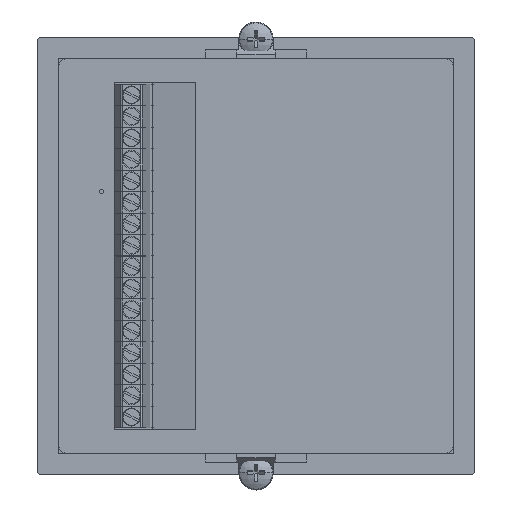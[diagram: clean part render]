
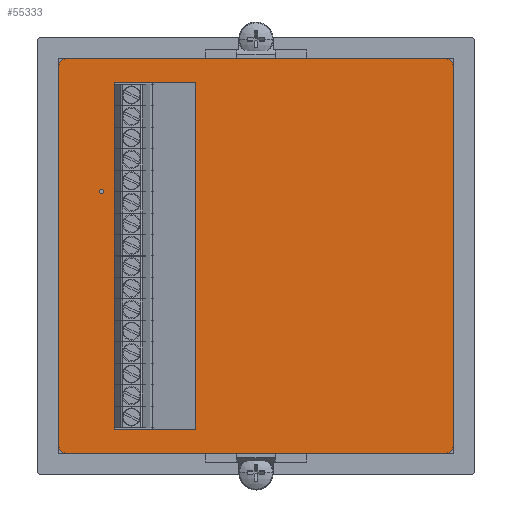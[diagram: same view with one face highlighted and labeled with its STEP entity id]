
A CAD part, left-side view. The second image highlights one B-rep face of the part: STEP entity #55333.
In plain terms, the highlighted face is planar.
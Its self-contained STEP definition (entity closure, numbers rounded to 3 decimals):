
#1026 = CIRCLE ( 'NONE', #69772, 2. ) ;
#2271 = EDGE_CURVE ( 'NONE', #51395, #76014, #62540, .T. ) ;
#3724 = ORIENTED_EDGE ( 'NONE', *, *, #84867, .T. ) ;
#6132 = CARTESIAN_POINT ( 'NONE',  ( 2., 2., 0. ) ) ;
#8235 = ORIENTED_EDGE ( 'NONE', *, *, #2271, .F. ) ;
#10185 = CARTESIAN_POINT ( 'NONE',  ( 90., 90., 0. ) ) ;
#11188 = DIRECTION ( 'NONE',  ( 0., 1., 0. ) ) ;
#11236 = EDGE_LOOP ( 'NONE', ( #105092, #89332, #82454, #82721, #41814, #3724, #8235, #69248 ) ) ;
#11380 = AXIS2_PLACEMENT_3D ( 'NONE', #92931, #42383, #101433 ) ;
#12705 = ORIENTED_EDGE ( 'NONE', *, *, #31761, .F. ) ;
#13147 = VERTEX_POINT ( 'NONE', #84849 ) ;
#13506 = EDGE_CURVE ( 'NONE', #48767, #86997, #77952, .T. ) ;
#13920 = DIRECTION ( 'NONE',  ( 0., 0., -1. ) ) ;
#14646 = DIRECTION ( 'NONE',  ( -1., 0., 0. ) ) ;
#16679 = VECTOR ( 'NONE', #49639, 1000. ) ;
#17950 = CARTESIAN_POINT ( 'NONE',  ( 5.5, 79., 0. ) ) ;
#18672 = DIRECTION ( 'NONE',  ( -1., 0., 0. ) ) ;
#20743 = EDGE_CURVE ( 'NONE', #30677, #103809, #36032, .T. ) ;
#21034 = CARTESIAN_POINT ( 'NONE',  ( 86.5, 79., 0. ) ) ;
#21047 = DIRECTION ( 'NONE',  ( 1., 0., 0. ) ) ;
#21070 = AXIS2_PLACEMENT_3D ( 'NONE', #6132, #65141, #14646 ) ;
#21225 = FACE_OUTER_BOUND ( 'NONE', #11236, .T. ) ;
#22870 = CARTESIAN_POINT ( 'NONE',  ( 92., 0., 0. ) ) ;
#24111 = CARTESIAN_POINT ( 'NONE',  ( 0., 2., 0. ) ) ;
#24192 = EDGE_LOOP ( 'NONE', ( #12705, #60639 ) ) ;
#26894 = CARTESIAN_POINT ( 'NONE',  ( 86.5, 79., 0. ) ) ;
#29695 = EDGE_CURVE ( 'NONE', #30677, #31145, #92824, .T. ) ;
#30677 = VERTEX_POINT ( 'NONE', #60717 ) ;
#31145 = VERTEX_POINT ( 'NONE', #24111 ) ;
#31761 = EDGE_CURVE ( 'NONE', #13147, #59805, #81906, .T. ) ;
#32561 = CARTESIAN_POINT ( 'NONE',  ( 86.5, 60., 0. ) ) ;
#34206 = ORIENTED_EDGE ( 'NONE', *, *, #98591, .T. ) ;
#35269 = ORIENTED_EDGE ( 'NONE', *, *, #107104, .F. ) ;
#35654 = CARTESIAN_POINT ( 'NONE',  ( 90., 2., 0. ) ) ;
#36032 = LINE ( 'NONE', #71541, #80940 ) ;
#36429 = CARTESIAN_POINT ( 'NONE',  ( 90., 0., 0. ) ) ;
#37426 = VECTOR ( 'NONE', #77945, 1000. ) ;
#39688 = CARTESIAN_POINT ( 'NONE',  ( 31., 82., 0. ) ) ;
#40061 = EDGE_LOOP ( 'NONE', ( #35269, #34206, #72694, #89065 ) ) ;
#41563 = CARTESIAN_POINT ( 'NONE',  ( 0., 92., 0. ) ) ;
#41594 = LINE ( 'NONE', #21034, #44325 ) ;
#41814 = ORIENTED_EDGE ( 'NONE', *, *, #56229, .F. ) ;
#42383 = DIRECTION ( 'NONE',  ( 0., 0., -1. ) ) ;
#43594 = DIRECTION ( 'NONE',  ( 1., 0., 0. ) ) ;
#43684 = FACE_BOUND ( 'NONE', #24192, .T. ) ;
#43854 = EDGE_CURVE ( 'NONE', #51395, #86997, #47847, .T. ) ;
#44230 = DIRECTION ( 'NONE',  ( -1., 0., 0. ) ) ;
#44325 = VECTOR ( 'NONE', #79669, 1000. ) ;
#47847 = CIRCLE ( 'NONE', #88123, 2. ) ;
#48278 = DIRECTION ( 'NONE',  ( -1., 0., 0. ) ) ;
#48405 = DIRECTION ( 'NONE',  ( 0., 1., 0. ) ) ;
#48767 = VERTEX_POINT ( 'NONE', #102983 ) ;
#48906 = EDGE_CURVE ( 'NONE', #57718, #87741, #41594, .T. ) ;
#49639 = DIRECTION ( 'NONE',  ( 1., 0., 0. ) ) ;
#50132 = DIRECTION ( 'NONE',  ( -1., 0., 0. ) ) ;
#51395 = VERTEX_POINT ( 'NONE', #71473 ) ;
#55333 = ADVANCED_FACE ( 'NONE', ( #43684, #88519, #21225 ), #75094, .T. ) ;
#56229 = EDGE_CURVE ( 'NONE', #96197, #31145, #87778, .T. ) ;
#57718 = VERTEX_POINT ( 'NONE', #26894 ) ;
#59805 = VERTEX_POINT ( 'NONE', #77376 ) ;
#60165 = EDGE_CURVE ( 'NONE', #59805, #13147, #103911, .T. ) ;
#60639 = ORIENTED_EDGE ( 'NONE', *, *, #60165, .F. ) ;
#60717 = CARTESIAN_POINT ( 'NONE',  ( 2., 0., 0. ) ) ;
#61724 = CARTESIAN_POINT ( 'NONE',  ( 5.5, 79., 0. ) ) ;
#62268 = CARTESIAN_POINT ( 'NONE',  ( 0., 0., 0. ) ) ;
#62540 = LINE ( 'NONE', #69465, #37426 ) ;
#63076 = VERTEX_POINT ( 'NONE', #17950 ) ;
#64415 = CARTESIAN_POINT ( 'NONE',  ( 2., 90., 0. ) ) ;
#65141 = DIRECTION ( 'NONE',  ( 0., 0., -1. ) ) ;
#66512 = CIRCLE ( 'NONE', #89129, 2. ) ;
#67894 = CARTESIAN_POINT ( 'NONE',  ( 2., 92., 0. ) ) ;
#69146 = DIRECTION ( 'NONE',  ( 0., 0., -1. ) ) ;
#69248 = ORIENTED_EDGE ( 'NONE', *, *, #43854, .T. ) ;
#69465 = CARTESIAN_POINT ( 'NONE',  ( 0., 92., 0. ) ) ;
#69772 = AXIS2_PLACEMENT_3D ( 'NONE', #35654, #94733, #44230 ) ;
#70717 = DIRECTION ( 'NONE',  ( 0., -1., 0. ) ) ;
#71473 = CARTESIAN_POINT ( 'NONE',  ( 90., 92., 0. ) ) ;
#71541 = CARTESIAN_POINT ( 'NONE',  ( 0., 0., 0. ) ) ;
#71910 = VERTEX_POINT ( 'NONE', #106689 ) ;
#72694 = ORIENTED_EDGE ( 'NONE', *, *, #48906, .F. ) ;
#72909 = DIRECTION ( 'NONE',  ( -1., 0., 0. ) ) ;
#75094 = PLANE ( 'NONE',  #95138 ) ;
#75295 = VECTOR ( 'NONE', #48405, 1000. ) ;
#76014 = VERTEX_POINT ( 'NONE', #67894 ) ;
#77376 = CARTESIAN_POINT ( 'NONE',  ( 31.5, 82., 0. ) ) ;
#77945 = DIRECTION ( 'NONE',  ( -1., 0., 0. ) ) ;
#77952 = LINE ( 'NONE', #22870, #75295 ) ;
#78894 = VECTOR ( 'NONE', #43594, 1000. ) ;
#79669 = DIRECTION ( 'NONE',  ( 0., -1., 0. ) ) ;
#80940 = VECTOR ( 'NONE', #21047, 1000. ) ;
#81906 = CIRCLE ( 'NONE', #11380, 0.5 ) ;
#82454 = ORIENTED_EDGE ( 'NONE', *, *, #20743, .F. ) ;
#82721 = ORIENTED_EDGE ( 'NONE', *, *, #29695, .T. ) ;
#84849 = CARTESIAN_POINT ( 'NONE',  ( 30.5, 82., 0. ) ) ;
#84867 = EDGE_CURVE ( 'NONE', #96197, #76014, #66512, .T. ) ;
#85554 = CARTESIAN_POINT ( 'NONE',  ( 86.5, 60., 0. ) ) ;
#86997 = VERTEX_POINT ( 'NONE', #89946 ) ;
#87741 = VERTEX_POINT ( 'NONE', #32561 ) ;
#87778 = LINE ( 'NONE', #62268, #107657 ) ;
#88123 = AXIS2_PLACEMENT_3D ( 'NONE', #10185, #69146, #18672 ) ;
#88519 = FACE_BOUND ( 'NONE', #40061, .T. ) ;
#89065 = ORIENTED_EDGE ( 'NONE', *, *, #101506, .F. ) ;
#89129 = AXIS2_PLACEMENT_3D ( 'NONE', #64415, #13920, #72909 ) ;
#89332 = ORIENTED_EDGE ( 'NONE', *, *, #96444, .T. ) ;
#89946 = CARTESIAN_POINT ( 'NONE',  ( 92., 90., 0. ) ) ;
#91095 = CARTESIAN_POINT ( 'NONE',  ( 0., 90., 0. ) ) ;
#91635 = CARTESIAN_POINT ( 'NONE',  ( 86.5, 79., 0. ) ) ;
#92824 = CIRCLE ( 'NONE', #21070, 2. ) ;
#92931 = CARTESIAN_POINT ( 'NONE',  ( 31., 82., 0. ) ) ;
#94733 = DIRECTION ( 'NONE',  ( 0., 0., -1. ) ) ;
#95138 = AXIS2_PLACEMENT_3D ( 'NONE', #41563, #100622, #50132 ) ;
#96197 = VERTEX_POINT ( 'NONE', #91095 ) ;
#96444 = EDGE_CURVE ( 'NONE', #48767, #103809, #1026, .T. ) ;
#97995 = VECTOR ( 'NONE', #11188, 1000. ) ;
#98577 = AXIS2_PLACEMENT_3D ( 'NONE', #39688, #98766, #48278 ) ;
#98591 = EDGE_CURVE ( 'NONE', #71910, #87741, #101396, .T. ) ;
#98766 = DIRECTION ( 'NONE',  ( 0., 0., -1. ) ) ;
#100622 = DIRECTION ( 'NONE',  ( 0., 0., -1. ) ) ;
#100638 = LINE ( 'NONE', #61724, #97995 ) ;
#101396 = LINE ( 'NONE', #85554, #78894 ) ;
#101433 = DIRECTION ( 'NONE',  ( -1., 0., 0. ) ) ;
#101506 = EDGE_CURVE ( 'NONE', #63076, #57718, #103794, .T. ) ;
#102983 = CARTESIAN_POINT ( 'NONE',  ( 92., 2., 0. ) ) ;
#103794 = LINE ( 'NONE', #91635, #16679 ) ;
#103809 = VERTEX_POINT ( 'NONE', #36429 ) ;
#103911 = CIRCLE ( 'NONE', #98577, 0.5 ) ;
#105092 = ORIENTED_EDGE ( 'NONE', *, *, #13506, .F. ) ;
#106689 = CARTESIAN_POINT ( 'NONE',  ( 5.5, 60., 0. ) ) ;
#107104 = EDGE_CURVE ( 'NONE', #71910, #63076, #100638, .T. ) ;
#107657 = VECTOR ( 'NONE', #70717, 1000. ) ;
